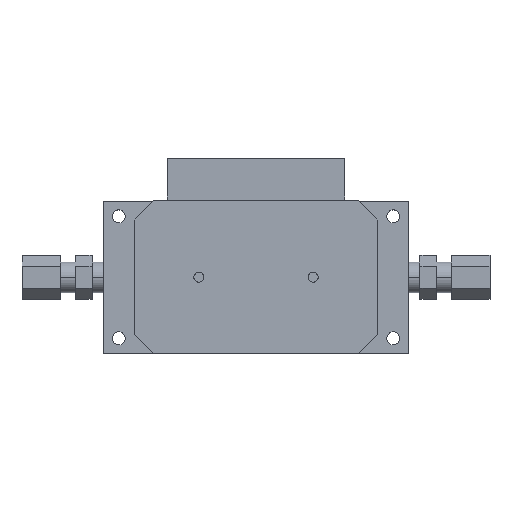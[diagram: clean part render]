
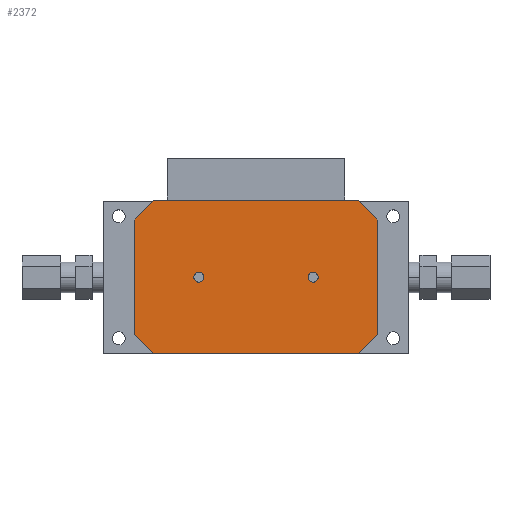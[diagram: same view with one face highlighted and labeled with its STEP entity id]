
A CAD part, top view. The second image highlights one B-rep face of the part: STEP entity #2372.
In plain terms, the highlighted planar face has unit normal (0, 0, 1).
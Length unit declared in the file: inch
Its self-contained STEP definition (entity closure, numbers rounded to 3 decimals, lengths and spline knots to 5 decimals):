
#10 = DIRECTION ( 'NONE',  ( -0.707, 0.707, 0. ) ) ;
#22 = DIRECTION ( 'NONE',  ( 0., 0., -1. ) ) ;
#40 = EDGE_CURVE ( 'NONE', #1192, #152, #2093, .T. ) ;
#67 = EDGE_CURVE ( 'NONE', #795, #1370, #2485, .T. ) ;
#90 = DIRECTION ( 'NONE',  ( 0.707, 0.707, 0. ) ) ;
#93 = LINE ( 'NONE', #2735, #640 ) ;
#152 = VERTEX_POINT ( 'NONE', #2000 ) ;
#211 = CARTESIAN_POINT ( 'NONE',  ( 3.83169, 5.29576, 1.633 ) ) ;
#216 = DIRECTION ( 'NONE',  ( -0.707, -0.707, 0. ) ) ;
#254 = VERTEX_POINT ( 'NONE', #2853 ) ;
#266 = LINE ( 'NONE', #1282, #1042 ) ;
#278 = ORIENTED_EDGE ( 'NONE', *, *, #1859, .F. ) ;
#320 = CARTESIAN_POINT ( 'NONE',  ( 5.86669, 4.29576, 1.633 ) ) ;
#346 = EDGE_LOOP ( 'NONE', ( #651, #738 ) ) ;
#360 = VERTEX_POINT ( 'NONE', #211 ) ;
#371 = DIRECTION ( 'NONE',  ( 0., -1., 0. ) ) ;
#381 = CARTESIAN_POINT ( 'NONE',  ( 5.86669, 6.29576, 1.633 ) ) ;
#395 = PLANE ( 'NONE',  #989 ) ;
#416 = CARTESIAN_POINT ( 'NONE',  ( 5.86669, 4.29576, 1.633 ) ) ;
#427 = DIRECTION ( 'NONE',  ( -1., 0., 0. ) ) ;
#434 = CARTESIAN_POINT ( 'NONE',  ( 2.91669, 4.54576, 1.633 ) ) ;
#483 = VECTOR ( 'NONE', #1104, 39.37008 ) ;
#530 = FACE_BOUND ( 'NONE', #346, .T. ) ;
#557 = EDGE_CURVE ( 'NONE', #1370, #1602, #2342, .T. ) ;
#568 = LINE ( 'NONE', #2215, #483 ) ;
#574 = ORIENTED_EDGE ( 'NONE', *, *, #67, .F. ) ;
#596 = DIRECTION ( 'NONE',  ( 0., 0., -1. ) ) ;
#601 = CIRCLE ( 'NONE', #2810, 0.065 ) ;
#634 = EDGE_CURVE ( 'NONE', #254, #2859, #1973, .T. ) ;
#640 = VECTOR ( 'NONE', #216, 39.37008 ) ;
#651 = ORIENTED_EDGE ( 'NONE', *, *, #1660, .T. ) ;
#669 = EDGE_CURVE ( 'NONE', #2596, #1873, #601, .T. ) ;
#673 = DIRECTION ( 'NONE',  ( 0., 0., -1. ) ) ;
#692 = ORIENTED_EDGE ( 'NONE', *, *, #669, .T. ) ;
#738 = ORIENTED_EDGE ( 'NONE', *, *, #2767, .T. ) ;
#795 = VERTEX_POINT ( 'NONE', #2656 ) ;
#886 = ORIENTED_EDGE ( 'NONE', *, *, #557, .F. ) ;
#923 = CARTESIAN_POINT ( 'NONE',  ( 6.11669, 4.54576, 1.633 ) ) ;
#989 = AXIS2_PLACEMENT_3D ( 'NONE', #1559, #2479, #1113 ) ;
#1003 = EDGE_CURVE ( 'NONE', #1873, #2596, #1069, .T. ) ;
#1042 = VECTOR ( 'NONE', #1507, 39.37008 ) ;
#1044 = EDGE_CURVE ( 'NONE', #152, #1774, #2729, .T. ) ;
#1055 = EDGE_LOOP ( 'NONE', ( #692, #2394 ) ) ;
#1069 = CIRCLE ( 'NONE', #1175, 0.065 ) ;
#1104 = DIRECTION ( 'NONE',  ( 1., 0., 0. ) ) ;
#1113 = DIRECTION ( 'NONE',  ( 1., 0., 0. ) ) ;
#1175 = AXIS2_PLACEMENT_3D ( 'NONE', #1646, #22, #1414 ) ;
#1192 = VERTEX_POINT ( 'NONE', #320 ) ;
#1251 = CARTESIAN_POINT ( 'NONE',  ( 5.20169, 5.29576, 1.633 ) ) ;
#1282 = CARTESIAN_POINT ( 'NONE',  ( 2.91669, 4.54576, 1.633 ) ) ;
#1307 = DIRECTION ( 'NONE',  ( 0., 0., -1. ) ) ;
#1351 = CARTESIAN_POINT ( 'NONE',  ( 6.11669, 6.04576, 1.633 ) ) ;
#1370 = VERTEX_POINT ( 'NONE', #2210 ) ;
#1414 = DIRECTION ( 'NONE',  ( -1., 0., 0. ) ) ;
#1507 = DIRECTION ( 'NONE',  ( 0., 1., 0. ) ) ;
#1559 = CARTESIAN_POINT ( 'NONE',  ( 5.86669, 6.29576, 1.633 ) ) ;
#1602 = VERTEX_POINT ( 'NONE', #923 ) ;
#1633 = CARTESIAN_POINT ( 'NONE',  ( 3.16669, 4.29576, 1.633 ) ) ;
#1646 = CARTESIAN_POINT ( 'NONE',  ( 5.26669, 5.29576, 1.633 ) ) ;
#1660 = EDGE_CURVE ( 'NONE', #1933, #360, #1772, .T. ) ;
#1718 = CARTESIAN_POINT ( 'NONE',  ( 5.26669, 5.29576, 1.633 ) ) ;
#1749 = DIRECTION ( 'NONE',  ( -1., 0., 0. ) ) ;
#1772 = CIRCLE ( 'NONE', #1796, 0.065 ) ;
#1774 = VERTEX_POINT ( 'NONE', #434 ) ;
#1793 = DIRECTION ( 'NONE',  ( 0.707, -0.707, 0. ) ) ;
#1796 = AXIS2_PLACEMENT_3D ( 'NONE', #2280, #673, #427 ) ;
#1836 = CIRCLE ( 'NONE', #2536, 0.065 ) ;
#1859 = EDGE_CURVE ( 'NONE', #1602, #1192, #93, .T. ) ;
#1863 = CARTESIAN_POINT ( 'NONE',  ( 3.70169, 5.29576, 1.633 ) ) ;
#1873 = VERTEX_POINT ( 'NONE', #2063 ) ;
#1900 = VECTOR ( 'NONE', #90, 39.37008 ) ;
#1925 = CARTESIAN_POINT ( 'NONE',  ( 2.91669, 6.04576, 1.633 ) ) ;
#1931 = EDGE_CURVE ( 'NONE', #2859, #795, #568, .T. ) ;
#1933 = VERTEX_POINT ( 'NONE', #1863 ) ;
#1949 = ORIENTED_EDGE ( 'NONE', *, *, #634, .F. ) ;
#1961 = VECTOR ( 'NONE', #1793, 39.37008 ) ;
#1973 = LINE ( 'NONE', #1925, #1900 ) ;
#1984 = CARTESIAN_POINT ( 'NONE',  ( 3.76669, 5.29576, 1.633 ) ) ;
#2000 = CARTESIAN_POINT ( 'NONE',  ( 3.16669, 4.29576, 1.633 ) ) ;
#2027 = VECTOR ( 'NONE', #2702, 39.37008 ) ;
#2063 = CARTESIAN_POINT ( 'NONE',  ( 5.33169, 5.29576, 1.633 ) ) ;
#2090 = ORIENTED_EDGE ( 'NONE', *, *, #1044, .F. ) ;
#2093 = LINE ( 'NONE', #416, #2027 ) ;
#2141 = VECTOR ( 'NONE', #10, 39.37008 ) ;
#2152 = FACE_OUTER_BOUND ( 'NONE', #2933, .T. ) ;
#2176 = EDGE_CURVE ( 'NONE', #1774, #254, #266, .T. ) ;
#2204 = DIRECTION ( 'NONE',  ( -1., 0., 0. ) ) ;
#2210 = CARTESIAN_POINT ( 'NONE',  ( 6.11669, 6.04576, 1.633 ) ) ;
#2215 = CARTESIAN_POINT ( 'NONE',  ( 3.16669, 6.29576, 1.633 ) ) ;
#2280 = CARTESIAN_POINT ( 'NONE',  ( 3.76669, 5.29576, 1.633 ) ) ;
#2342 = LINE ( 'NONE', #1351, #2417 ) ;
#2372 = ADVANCED_FACE ( 'NONE', ( #2152, #2739, #530 ), #395, .T. ) ;
#2394 = ORIENTED_EDGE ( 'NONE', *, *, #1003, .T. ) ;
#2417 = VECTOR ( 'NONE', #371, 39.37008 ) ;
#2479 = DIRECTION ( 'NONE',  ( 0., 0., 1. ) ) ;
#2485 = LINE ( 'NONE', #381, #1961 ) ;
#2527 = CARTESIAN_POINT ( 'NONE',  ( 3.16669, 6.29576, 1.633 ) ) ;
#2536 = AXIS2_PLACEMENT_3D ( 'NONE', #1984, #596, #2204 ) ;
#2596 = VERTEX_POINT ( 'NONE', #1251 ) ;
#2656 = CARTESIAN_POINT ( 'NONE',  ( 5.86669, 6.29576, 1.633 ) ) ;
#2702 = DIRECTION ( 'NONE',  ( -1., 0., 0. ) ) ;
#2729 = LINE ( 'NONE', #1633, #2141 ) ;
#2735 = CARTESIAN_POINT ( 'NONE',  ( 6.11669, 4.54576, 1.633 ) ) ;
#2739 = FACE_BOUND ( 'NONE', #1055, .T. ) ;
#2767 = EDGE_CURVE ( 'NONE', #360, #1933, #1836, .T. ) ;
#2803 = ORIENTED_EDGE ( 'NONE', *, *, #2176, .F. ) ;
#2810 = AXIS2_PLACEMENT_3D ( 'NONE', #1718, #1307, #1749 ) ;
#2820 = ORIENTED_EDGE ( 'NONE', *, *, #1931, .F. ) ;
#2853 = CARTESIAN_POINT ( 'NONE',  ( 2.91669, 6.04576, 1.633 ) ) ;
#2859 = VERTEX_POINT ( 'NONE', #2527 ) ;
#2933 = EDGE_LOOP ( 'NONE', ( #278, #886, #574, #2820, #1949, #2803, #2090, #2943 ) ) ;
#2943 = ORIENTED_EDGE ( 'NONE', *, *, #40, .F. ) ;
